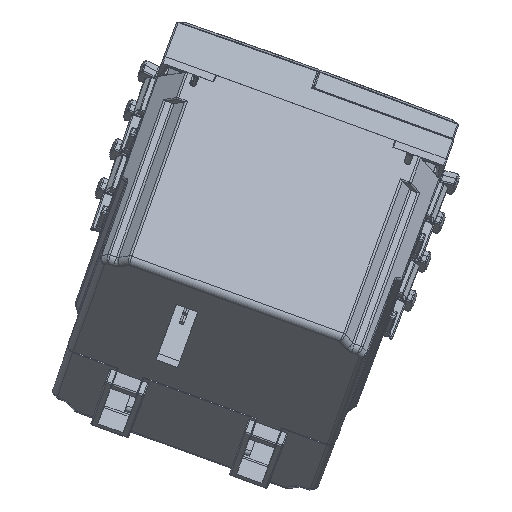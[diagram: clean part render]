
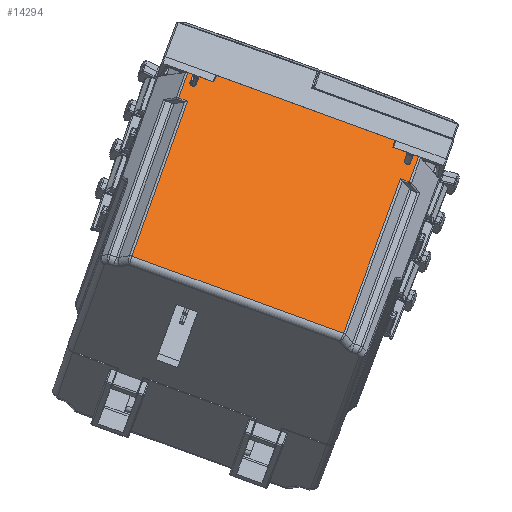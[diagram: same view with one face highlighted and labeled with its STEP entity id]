
A CAD part, left-side view. The second image highlights one B-rep face of the part: STEP entity #14294.
In plain terms, the highlighted face is planar.
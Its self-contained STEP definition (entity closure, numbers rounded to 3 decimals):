
#10205=CARTESIAN_POINT('Vertex',(-22.425,-17.5,0.)) ;
#10208=CARTESIAN_POINT('Line Origine',(-22.425,-17.896,0.)) ;
#10212=CARTESIAN_POINT('Vertex',(-22.425,-18.293,0.)) ;
#10242=CARTESIAN_POINT('Line Origine',(-22.278,-18.232,-16.863)) ;
#10246=CARTESIAN_POINT('Vertex',(-22.383,-18.276,-4.802)) ;
#14137=CARTESIAN_POINT('Vertex',(-22.412,-17.473,-1.527)) ;
#14140=CARTESIAN_POINT('Line Origine',(-22.418,-17.487,-0.763)) ;
#14152=CARTESIAN_POINT('Axis2P3D Location',(-22.425,0.,0.)) ;
#14157=CARTESIAN_POINT('Line Origine',(-22.128,0.,-34.009)) ;
#14161=CARTESIAN_POINT('Vertex',(-22.128,-16.791,-34.009)) ;
#14163=CARTESIAN_POINT('Vertex',(-22.128,16.791,-34.009)) ;
#14167=CARTESIAN_POINT('Control Point',(-22.383,-16.897,-4.802)) ;
#14168=CARTESIAN_POINT('Control Point',(-22.128,-16.791,-34.009)) ;
#14169=CARTESIAN_POINT('Vertex',(-22.383,-16.897,-4.802)) ;
#14172=CARTESIAN_POINT('Line Origine',(-22.383,0.,-4.802)) ;
#14178=CARTESIAN_POINT('Control Point',(-22.412,-17.473,-1.527)) ;
#14179=CARTESIAN_POINT('Control Point',(-22.409,-17.473,-1.824)) ;
#14180=CARTESIAN_POINT('Control Point',(-22.406,-17.242,-2.134)) ;
#14181=CARTESIAN_POINT('Control Point',(-22.406,-16.758,-2.134)) ;
#14182=CARTESIAN_POINT('Control Point',(-22.409,-16.527,-1.824)) ;
#14183=CARTESIAN_POINT('Control Point',(-22.412,-16.527,-1.527)) ;
#14184=CARTESIAN_POINT('Vertex',(-22.412,-16.527,-1.527)) ;
#14188=CARTESIAN_POINT('Control Point',(-22.425,-16.5,0.)) ;
#14189=CARTESIAN_POINT('Control Point',(-22.412,-16.527,-1.527)) ;
#14190=CARTESIAN_POINT('Vertex',(-22.425,-16.5,0.)) ;
#14193=CARTESIAN_POINT('Line Origine',(-22.425,0.,0.)) ;
#14197=CARTESIAN_POINT('Vertex',(-22.425,-14.175,0.)) ;
#14201=CARTESIAN_POINT('Control Point',(-22.425,-14.175,0.)) ;
#14202=CARTESIAN_POINT('Control Point',(-22.436,-14.153,1.275)) ;
#14203=CARTESIAN_POINT('Vertex',(-22.436,-14.153,1.275)) ;
#14206=CARTESIAN_POINT('Line Origine',(-22.436,0.,1.275)) ;
#14210=CARTESIAN_POINT('Vertex',(-22.436,14.153,1.275)) ;
#14214=CARTESIAN_POINT('Control Point',(-22.425,14.175,0.)) ;
#14215=CARTESIAN_POINT('Control Point',(-22.436,14.153,1.275)) ;
#14216=CARTESIAN_POINT('Vertex',(-22.425,14.175,0.)) ;
#14219=CARTESIAN_POINT('Line Origine',(-22.425,0.,0.)) ;
#14223=CARTESIAN_POINT('Vertex',(-22.425,16.5,0.)) ;
#14227=CARTESIAN_POINT('Control Point',(-22.425,16.5,0.)) ;
#14228=CARTESIAN_POINT('Control Point',(-22.412,16.527,-1.527)) ;
#14229=CARTESIAN_POINT('Vertex',(-22.412,16.527,-1.527)) ;
#14233=CARTESIAN_POINT('Control Point',(-22.412,16.527,-1.527)) ;
#14234=CARTESIAN_POINT('Control Point',(-22.409,16.527,-1.824)) ;
#14235=CARTESIAN_POINT('Control Point',(-22.406,16.758,-2.134)) ;
#14236=CARTESIAN_POINT('Control Point',(-22.406,17.242,-2.134)) ;
#14237=CARTESIAN_POINT('Control Point',(-22.409,17.473,-1.824)) ;
#14238=CARTESIAN_POINT('Control Point',(-22.412,17.473,-1.527)) ;
#14239=CARTESIAN_POINT('Vertex',(-22.412,17.473,-1.527)) ;
#14243=CARTESIAN_POINT('Control Point',(-22.425,17.5,0.)) ;
#14244=CARTESIAN_POINT('Control Point',(-22.412,17.473,-1.527)) ;
#14245=CARTESIAN_POINT('Vertex',(-22.425,17.5,0.)) ;
#14248=CARTESIAN_POINT('Line Origine',(-22.425,0.,0.)) ;
#14252=CARTESIAN_POINT('Vertex',(-22.425,18.293,0.)) ;
#14256=CARTESIAN_POINT('Control Point',(-22.383,18.276,-4.802)) ;
#14257=CARTESIAN_POINT('Control Point',(-22.425,18.293,0.)) ;
#14258=CARTESIAN_POINT('Vertex',(-22.383,18.276,-4.802)) ;
#14261=CARTESIAN_POINT('Line Origine',(-22.383,0.,-4.802)) ;
#14265=CARTESIAN_POINT('Vertex',(-22.383,16.897,-4.802)) ;
#14269=CARTESIAN_POINT('Control Point',(-22.383,16.897,-4.802)) ;
#14270=CARTESIAN_POINT('Control Point',(-22.128,16.791,-34.009)) ;
#10209=DIRECTION('Vector Direction',(0.,1.,0.)) ;
#10243=DIRECTION('Vector Direction',(-0.009,-0.004,1.)) ;
#14141=DIRECTION('Vector Direction',(0.009,0.017,-1.)) ;
#14153=DIRECTION('Axis2P3D Direction',(1.,0.,0.009)) ;
#14154=DIRECTION('Axis2P3D XDirection',(0.,1.,0.)) ;
#14158=DIRECTION('Vector Direction',(0.,1.,0.)) ;
#14173=DIRECTION('Vector Direction',(0.,1.,0.)) ;
#14194=DIRECTION('Vector Direction',(0.,1.,0.)) ;
#14207=DIRECTION('Vector Direction',(0.,1.,0.)) ;
#14220=DIRECTION('Vector Direction',(0.,1.,0.)) ;
#14249=DIRECTION('Vector Direction',(0.,1.,0.)) ;
#14262=DIRECTION('Vector Direction',(0.,1.,0.)) ;
#14155=AXIS2_PLACEMENT_3D('Plane Axis2P3D',#14152,#14153,#14154) ;
#14273=ORIENTED_EDGE('',*,*,#14165,.F.) ;
#14274=ORIENTED_EDGE('',*,*,#14171,.T.) ;
#14275=ORIENTED_EDGE('',*,*,#14176,.F.) ;
#14276=ORIENTED_EDGE('',*,*,#10248,.F.) ;
#14277=ORIENTED_EDGE('',*,*,#10214,.T.) ;
#14278=ORIENTED_EDGE('',*,*,#14144,.T.) ;
#14279=ORIENTED_EDGE('',*,*,#14186,.T.) ;
#14280=ORIENTED_EDGE('',*,*,#14192,.F.) ;
#14281=ORIENTED_EDGE('',*,*,#14199,.T.) ;
#14282=ORIENTED_EDGE('',*,*,#14205,.F.) ;
#14283=ORIENTED_EDGE('',*,*,#14212,.F.) ;
#14284=ORIENTED_EDGE('',*,*,#14218,.F.) ;
#14285=ORIENTED_EDGE('',*,*,#14225,.T.) ;
#14286=ORIENTED_EDGE('',*,*,#14231,.T.) ;
#14287=ORIENTED_EDGE('',*,*,#14241,.T.) ;
#14288=ORIENTED_EDGE('',*,*,#14247,.F.) ;
#14289=ORIENTED_EDGE('',*,*,#14254,.T.) ;
#14290=ORIENTED_EDGE('',*,*,#14260,.F.) ;
#14291=ORIENTED_EDGE('',*,*,#14267,.F.) ;
#14292=ORIENTED_EDGE('',*,*,#14271,.T.) ;
#10210=VECTOR('Line Direction',#10209,1.) ;
#10244=VECTOR('Line Direction',#10243,1.) ;
#14142=VECTOR('Line Direction',#14141,1.) ;
#14159=VECTOR('Line Direction',#14158,1.) ;
#14174=VECTOR('Line Direction',#14173,1.) ;
#14195=VECTOR('Line Direction',#14194,1.) ;
#14208=VECTOR('Line Direction',#14207,1.) ;
#14221=VECTOR('Line Direction',#14220,1.) ;
#14250=VECTOR('Line Direction',#14249,1.) ;
#14263=VECTOR('Line Direction',#14262,1.) ;
#14294=ADVANCED_FACE('zocchetto',(#14293),#14156,.F.) ;
#14166=B_SPLINE_CURVE_WITH_KNOTS('',1,(#14167,#14168),.UNSPECIFIED.,.F.,.U.,(2,2),(-12.061,17.147),.UNSPECIFIED.) ;
#14177=B_SPLINE_CURVE_WITH_KNOTS('',5,(#14178,#14179,#14180,#14181,#14182,#14183),.UNSPECIFIED.,.F.,.U.,(6,6),(0.,2.103),.UNSPECIFIED.) ;
#14187=B_SPLINE_CURVE_WITH_KNOTS('',1,(#14188,#14189),.UNSPECIFIED.,.F.,.U.,(2,2),(-0.764,0.764),.UNSPECIFIED.) ;
#14200=B_SPLINE_CURVE_WITH_KNOTS('',1,(#14201,#14202),.UNSPECIFIED.,.F.,.U.,(2,2),(-2.117,-0.841),.UNSPECIFIED.) ;
#14213=B_SPLINE_CURVE_WITH_KNOTS('',1,(#14214,#14215),.UNSPECIFIED.,.F.,.U.,(2,2),(-0.638,0.638),.UNSPECIFIED.) ;
#14226=B_SPLINE_CURVE_WITH_KNOTS('',1,(#14227,#14228),.UNSPECIFIED.,.F.,.U.,(2,2),(-0.764,0.764),.UNSPECIFIED.) ;
#14232=B_SPLINE_CURVE_WITH_KNOTS('',5,(#14233,#14234,#14235,#14236,#14237,#14238),.UNSPECIFIED.,.F.,.U.,(6,6),(0.,2.103),.UNSPECIFIED.) ;
#14242=B_SPLINE_CURVE_WITH_KNOTS('',1,(#14243,#14244),.UNSPECIFIED.,.F.,.U.,(2,2),(-0.764,0.764),.UNSPECIFIED.) ;
#14255=B_SPLINE_CURVE_WITH_KNOTS('',1,(#14256,#14257),.UNSPECIFIED.,.F.,.U.,(2,2),(12.061,16.863),.UNSPECIFIED.) ;
#14268=B_SPLINE_CURVE_WITH_KNOTS('',1,(#14269,#14270),.UNSPECIFIED.,.F.,.U.,(2,2),(-12.061,17.147),.UNSPECIFIED.) ;
#10214=EDGE_CURVE('',#10213,#10206,#10211,.T.) ;
#10248=EDGE_CURVE('',#10213,#10247,#10245,.F.) ;
#14144=EDGE_CURVE('',#10206,#14138,#14143,.T.) ;
#14165=EDGE_CURVE('',#14162,#14164,#14160,.T.) ;
#14171=EDGE_CURVE('',#14162,#14170,#14166,.F.) ;
#14176=EDGE_CURVE('',#10247,#14170,#14175,.T.) ;
#14186=EDGE_CURVE('',#14138,#14185,#14177,.T.) ;
#14192=EDGE_CURVE('',#14191,#14185,#14187,.T.) ;
#14199=EDGE_CURVE('',#14191,#14198,#14196,.T.) ;
#14205=EDGE_CURVE('',#14204,#14198,#14200,.F.) ;
#14212=EDGE_CURVE('',#14211,#14204,#14209,.F.) ;
#14218=EDGE_CURVE('',#14217,#14211,#14213,.T.) ;
#14225=EDGE_CURVE('',#14217,#14224,#14222,.T.) ;
#14231=EDGE_CURVE('',#14224,#14230,#14226,.T.) ;
#14241=EDGE_CURVE('',#14230,#14240,#14232,.T.) ;
#14247=EDGE_CURVE('',#14246,#14240,#14242,.T.) ;
#14254=EDGE_CURVE('',#14246,#14253,#14251,.T.) ;
#14260=EDGE_CURVE('',#14259,#14253,#14255,.T.) ;
#14267=EDGE_CURVE('',#14266,#14259,#14264,.T.) ;
#14271=EDGE_CURVE('',#14266,#14164,#14268,.T.) ;
#14272=EDGE_LOOP('',(#14273,#14274,#14275,#14276,#14277,#14278,#14279,#14280,#14281,#14282,#14283,#14284,#14285,#14286,#14287,#14288,#14289,#14290,#14291,#14292)) ;
#14293=FACE_OUTER_BOUND('',#14272,.T.) ;
#10211=LINE('Line',#10208,#10210) ;
#10245=LINE('Line',#10242,#10244) ;
#14143=LINE('Line',#14140,#14142) ;
#14160=LINE('Line',#14157,#14159) ;
#14175=LINE('Line',#14172,#14174) ;
#14196=LINE('Line',#14193,#14195) ;
#14209=LINE('Line',#14206,#14208) ;
#14222=LINE('Line',#14219,#14221) ;
#14251=LINE('Line',#14248,#14250) ;
#14264=LINE('Line',#14261,#14263) ;
#14156=PLANE('',#14155) ;
#10206=VERTEX_POINT('',#10205) ;
#10213=VERTEX_POINT('',#10212) ;
#10247=VERTEX_POINT('',#10246) ;
#14138=VERTEX_POINT('',#14137) ;
#14162=VERTEX_POINT('',#14161) ;
#14164=VERTEX_POINT('',#14163) ;
#14170=VERTEX_POINT('',#14169) ;
#14185=VERTEX_POINT('',#14184) ;
#14191=VERTEX_POINT('',#14190) ;
#14198=VERTEX_POINT('',#14197) ;
#14204=VERTEX_POINT('',#14203) ;
#14211=VERTEX_POINT('',#14210) ;
#14217=VERTEX_POINT('',#14216) ;
#14224=VERTEX_POINT('',#14223) ;
#14230=VERTEX_POINT('',#14229) ;
#14240=VERTEX_POINT('',#14239) ;
#14246=VERTEX_POINT('',#14245) ;
#14253=VERTEX_POINT('',#14252) ;
#14259=VERTEX_POINT('',#14258) ;
#14266=VERTEX_POINT('',#14265) ;
